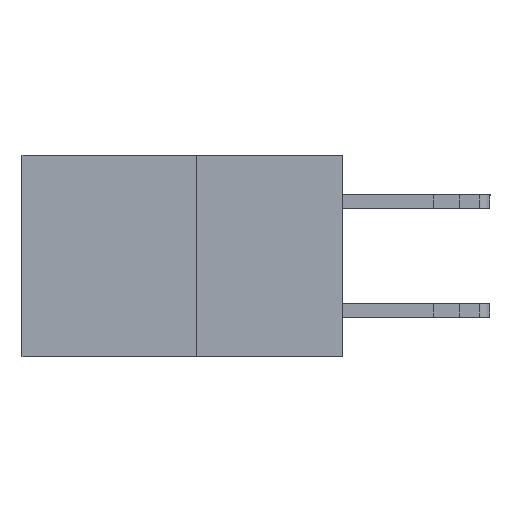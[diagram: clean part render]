
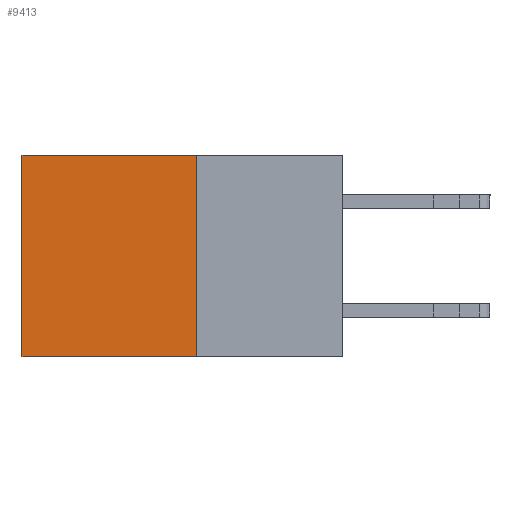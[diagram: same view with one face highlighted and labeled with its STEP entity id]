
A CAD part, left-side view. The second image highlights one B-rep face of the part: STEP entity #9413.
In plain terms, the highlighted planar face has unit normal (-1, 0, 0).
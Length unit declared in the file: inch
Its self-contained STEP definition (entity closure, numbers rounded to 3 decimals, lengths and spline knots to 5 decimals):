
#355 = CARTESIAN_POINT ( 'NONE',  ( 0.277, 0.27, -0.37 ) ) ;
#1158 = CARTESIAN_POINT ( 'NONE',  ( 0.277, 0.27, 0. ) ) ;
#1172 = ORIENTED_EDGE ( 'NONE', *, *, #6491, .T. ) ;
#2222 = CARTESIAN_POINT ( 'NONE',  ( 0.277, 0.27, -0.37 ) ) ;
#2337 = EDGE_CURVE ( 'NONE', #8477, #8362, #6380, .T. ) ;
#2593 = DIRECTION ( 'NONE',  ( 0., 1., 0. ) ) ;
#3166 = EDGE_CURVE ( 'NONE', #13687, #9860, #7244, .T. ) ;
#3314 = DIRECTION ( 'NONE',  ( 0., 0., -1. ) ) ;
#3509 = CARTESIAN_POINT ( 'NONE',  ( 0.277, 0.59, -0.37 ) ) ;
#3542 = DIRECTION ( 'NONE',  ( 0., 1., 0. ) ) ;
#3737 = CARTESIAN_POINT ( 'NONE',  ( 0.277, 0.27, -0.37 ) ) ;
#4098 = VECTOR ( 'NONE', #3542, 39.37008 ) ;
#4536 = AXIS2_PLACEMENT_3D ( 'NONE', #8554, #13925, #7504 ) ;
#5351 = ORIENTED_EDGE ( 'NONE', *, *, #2337, .F. ) ;
#6308 = VECTOR ( 'NONE', #3314, 39.37008 ) ;
#6377 = CARTESIAN_POINT ( 'NONE',  ( 0.277, 0.27, 0. ) ) ;
#6380 = LINE ( 'NONE', #3737, #4098 ) ;
#6491 = EDGE_CURVE ( 'NONE', #9860, #8362, #12662, .T. ) ;
#6964 = VECTOR ( 'NONE', #9603, 39.37008 ) ;
#7244 = LINE ( 'NONE', #6377, #7934 ) ;
#7504 = DIRECTION ( 'NONE',  ( 0., 0., -1. ) ) ;
#7934 = VECTOR ( 'NONE', #2593, 39.37008 ) ;
#8331 = EDGE_LOOP ( 'NONE', ( #1172, #5351, #10334, #12012 ) ) ;
#8362 = VERTEX_POINT ( 'NONE', #3509 ) ;
#8477 = VERTEX_POINT ( 'NONE', #355 ) ;
#8554 = CARTESIAN_POINT ( 'NONE',  ( 0.277, 0.27, -0.37 ) ) ;
#9409 = FACE_OUTER_BOUND ( 'NONE', #8331, .T. ) ;
#9413 = ADVANCED_FACE ( 'NONE', ( #9409 ), #10706, .F. ) ;
#9603 = DIRECTION ( 'NONE',  ( 0., 0., -1. ) ) ;
#9733 = CARTESIAN_POINT ( 'NONE',  ( 0.277, 0.59, -0.37 ) ) ;
#9860 = VERTEX_POINT ( 'NONE', #12426 ) ;
#10334 = ORIENTED_EDGE ( 'NONE', *, *, #11008, .F. ) ;
#10706 = PLANE ( 'NONE',  #4536 ) ;
#11008 = EDGE_CURVE ( 'NONE', #13687, #8477, #12046, .T. ) ;
#12012 = ORIENTED_EDGE ( 'NONE', *, *, #3166, .T. ) ;
#12046 = LINE ( 'NONE', #2222, #6308 ) ;
#12426 = CARTESIAN_POINT ( 'NONE',  ( 0.277, 0.59, 0. ) ) ;
#12662 = LINE ( 'NONE', #9733, #6964 ) ;
#13687 = VERTEX_POINT ( 'NONE', #1158 ) ;
#13925 = DIRECTION ( 'NONE',  ( 1., 0., 0. ) ) ;
